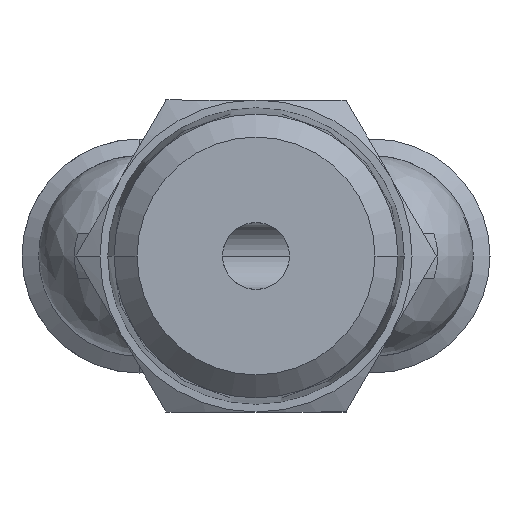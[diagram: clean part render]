
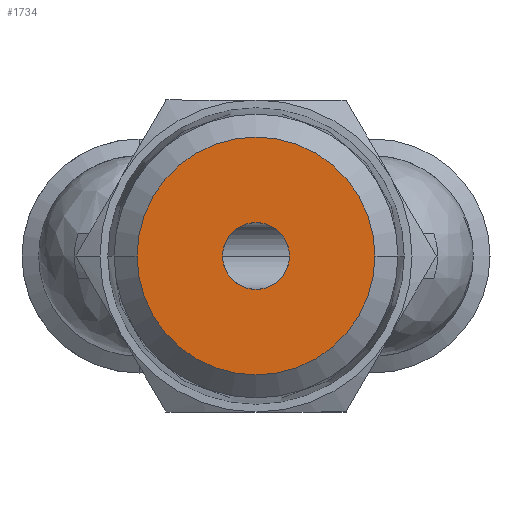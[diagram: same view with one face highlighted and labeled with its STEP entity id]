
A CAD part, front view. The second image highlights one B-rep face of the part: STEP entity #1734.
In plain terms, the highlighted planar face has unit normal (0, -1, 0).
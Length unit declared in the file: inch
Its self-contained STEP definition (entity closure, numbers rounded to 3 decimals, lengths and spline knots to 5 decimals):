
#112 = DIRECTION ( 'NONE',  ( 0., 0., -1. ) ) ;
#259 = CIRCLE ( 'NONE', #2556, 0.21014 ) ;
#340 = CIRCLE ( 'NONE', #3840, 0.05906 ) ;
#431 = FACE_OUTER_BOUND ( 'NONE', #3485, .T. ) ;
#634 = EDGE_CURVE ( 'NONE', #3659, #3494, #1272, .T. ) ;
#676 = FACE_BOUND ( 'NONE', #3251, .T. ) ;
#1001 = CARTESIAN_POINT ( 'NONE',  ( -0.05906, -0.59055, 0. ) ) ;
#1066 = DIRECTION ( 'NONE',  ( 0., 1., 0. ) ) ;
#1272 = CIRCLE ( 'NONE', #3942, 0.21014 ) ;
#1285 = CARTESIAN_POINT ( 'NONE',  ( 0., -0.59055, 0. ) ) ;
#1298 = VERTEX_POINT ( 'NONE', #3489 ) ;
#1301 = VERTEX_POINT ( 'NONE', #1001 ) ;
#1316 = CARTESIAN_POINT ( 'NONE',  ( -0.10507, -0.59055, 0. ) ) ;
#1346 = CARTESIAN_POINT ( 'NONE',  ( -0.21014, -0.59055, 0. ) ) ;
#1398 = CARTESIAN_POINT ( 'NONE',  ( 0., -0.59055, 0. ) ) ;
#1445 = ORIENTED_EDGE ( 'NONE', *, *, #634, .F. ) ;
#1466 = CARTESIAN_POINT ( 'NONE',  ( 0., -0.59055, 0. ) ) ;
#1588 = DIRECTION ( 'NONE',  ( -1., 0., 0. ) ) ;
#1713 = DIRECTION ( 'NONE',  ( -1., 0., 0. ) ) ;
#1734 = ADVANCED_FACE ( 'NONE', ( #676, #431 ), #3791, .T. ) ;
#1749 = ORIENTED_EDGE ( 'NONE', *, *, #1887, .T. ) ;
#1782 = DIRECTION ( 'NONE',  ( -1., 0., 0. ) ) ;
#1887 = EDGE_CURVE ( 'NONE', #1298, #1301, #340, .T. ) ;
#1944 = DIRECTION ( 'NONE',  ( 0., -1., 0. ) ) ;
#2049 = EDGE_CURVE ( 'NONE', #3494, #3659, #259, .T. ) ;
#2144 = CIRCLE ( 'NONE', #3510, 0.05906 ) ;
#2556 = AXIS2_PLACEMENT_3D ( 'NONE', #1466, #3644, #1782 ) ;
#2864 = ORIENTED_EDGE ( 'NONE', *, *, #3632, .T. ) ;
#3251 = EDGE_LOOP ( 'NONE', ( #2864, #1749 ) ) ;
#3258 = ORIENTED_EDGE ( 'NONE', *, *, #2049, .F. ) ;
#3485 = EDGE_LOOP ( 'NONE', ( #1445, #3258 ) ) ;
#3486 = DIRECTION ( 'NONE',  ( 0., 1., 0. ) ) ;
#3489 = CARTESIAN_POINT ( 'NONE',  ( 0.05906, -0.59055, 0. ) ) ;
#3494 = VERTEX_POINT ( 'NONE', #3902 ) ;
#3510 = AXIS2_PLACEMENT_3D ( 'NONE', #1285, #3486, #1588 ) ;
#3586 = DIRECTION ( 'NONE',  ( 0., 1., 0. ) ) ;
#3632 = EDGE_CURVE ( 'NONE', #1301, #1298, #2144, .T. ) ;
#3644 = DIRECTION ( 'NONE',  ( 0., 1., 0. ) ) ;
#3659 = VERTEX_POINT ( 'NONE', #1346 ) ;
#3791 = PLANE ( 'NONE',  #3842 ) ;
#3809 = DIRECTION ( 'NONE',  ( -1., 0., 0. ) ) ;
#3814 = CARTESIAN_POINT ( 'NONE',  ( 0., -0.59055, 0. ) ) ;
#3840 = AXIS2_PLACEMENT_3D ( 'NONE', #1398, #3586, #1713 ) ;
#3842 = AXIS2_PLACEMENT_3D ( 'NONE', #1316, #1944, #112 ) ;
#3902 = CARTESIAN_POINT ( 'NONE',  ( 0.21014, -0.59055, 0. ) ) ;
#3942 = AXIS2_PLACEMENT_3D ( 'NONE', #3814, #1066, #3809 ) ;
